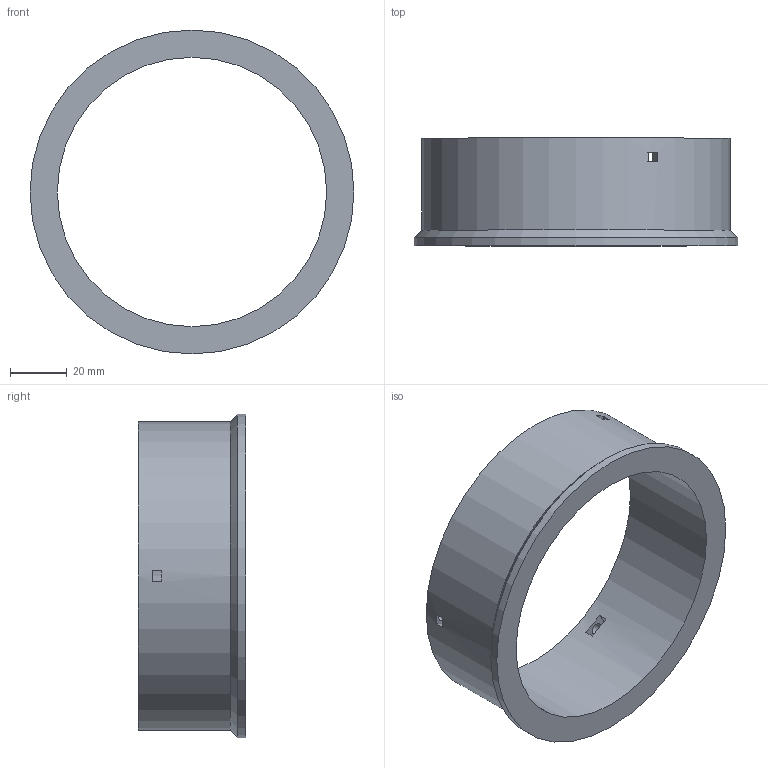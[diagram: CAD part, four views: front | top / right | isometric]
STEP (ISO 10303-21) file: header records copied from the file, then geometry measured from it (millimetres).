
FILE_DESCRIPTION(/* description */ (''),/* implementation_level */ '2;1');
FILE_NAME(/* name */ 'CenterCylinder.stp',/* time_stamp */ '2025-10-29T12:10:35-04:00',/* author */ ('mumin'),/* organization */ (''),/* preprocessor_version */ 'ST-DEVELOPER v20',/* originating_system */ 'Autodesk Inventor 2025',/* authorisation */ '');
FILE_SCHEMA (('AUTOMOTIVE_DESIGN { 1 0 10303 214 3 1 1 }'));
Length unit declared in the file: millimetre
Products named in the file (1): CenterCylinder_2
Bounding box: 114.38 x 38 x 114.38 mm (x, y, z)
Volume: 87224.6 mm3; surface area: 31086.2 mm2
Topology: 1 solids, 1 shells, 342 faces, 939 edges, 626 vertices
Faces by surface type: plane 214, bspline 121, cylinder 6, cone 1
Full cylindrical faces by diameter (mm): 4.2 x3, 95.1 x1, 108.9 x1, 114.384 x1
Entity records: 11814 total; most frequent: CARTESIAN_POINT 3847, ORIENTED_EDGE 1878, DIRECTION 1169, EDGE_CURVE 939, LINE 669, VECTOR 669, VERTEX_POINT 626, EDGE_LOOP 383
